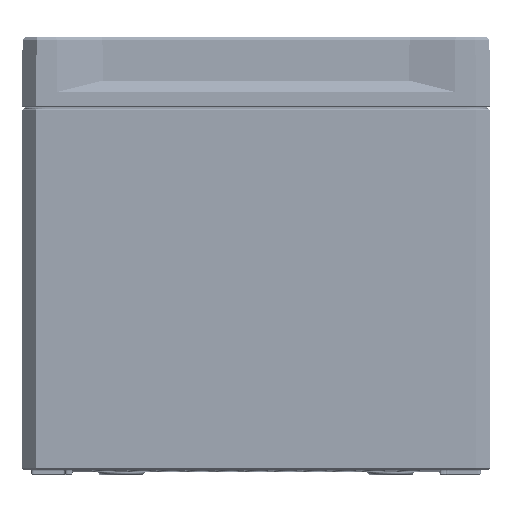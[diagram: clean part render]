
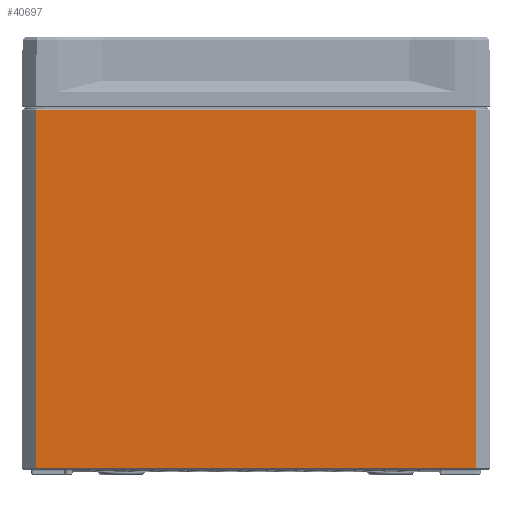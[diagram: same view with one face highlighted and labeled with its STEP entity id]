
A CAD part, left-side view. The second image highlights one B-rep face of the part: STEP entity #40697.
In plain terms, the highlighted face is planar.
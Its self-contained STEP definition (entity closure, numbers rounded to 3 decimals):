
#2245=LINE('',#70523,#3787);
#2253=LINE('',#70540,#3795);
#2258=LINE('',#70549,#3800);
#2588=LINE('',#82337,#4130);
#3787=VECTOR('',#52955,10.);
#3795=VECTOR('',#52971,10.);
#3800=VECTOR('',#52982,10.);
#4130=VECTOR('',#58078,10.);
#4979=PLANE('',#46196);
#7998=FACE_OUTER_BOUND('',#10995,.T.);
#10995=EDGE_LOOP('',(#35543,#35544,#35545,#35546));
#17668=VERTEX_POINT('',#70494);
#17670=VERTEX_POINT('',#70503);
#17679=VERTEX_POINT('',#70539);
#17680=VERTEX_POINT('',#70548);
#22265=EDGE_CURVE('',#17668,#17670,#2245,.T.);
#22273=EDGE_CURVE('',#17670,#17679,#2253,.T.);
#22278=EDGE_CURVE('',#17679,#17680,#2258,.T.);
#24546=EDGE_CURVE('',#17680,#17668,#2588,.T.);
#35543=ORIENTED_EDGE('',*,*,#22265,.F.);
#35544=ORIENTED_EDGE('',*,*,#24546,.F.);
#35545=ORIENTED_EDGE('',*,*,#22278,.F.);
#35546=ORIENTED_EDGE('',*,*,#22273,.F.);
#40697=ADVANCED_FACE('',(#7998),#4979,.T.);
#46196=AXIS2_PLACEMENT_3D('',#82336,#58076,#58077);
#52955=DIRECTION('',(0.,0.,-1.));
#52971=DIRECTION('',(0.,-1.,0.));
#52982=DIRECTION('',(0.,0.,1.));
#58076=DIRECTION('center_axis',(1.,0.,0.));
#58077=DIRECTION('ref_axis',(0.,0.,-1.));
#58078=DIRECTION('',(0.,1.,0.));
#70494=CARTESIAN_POINT('',(150.,153.8,94.));
#70503=CARTESIAN_POINT('',(150.,153.8,-94.));
#70523=CARTESIAN_POINT('',(150.,153.8,50.));
#70539=CARTESIAN_POINT('',(150.,0.8,-94.));
#70540=CARTESIAN_POINT('',(150.,0.,-94.));
#70548=CARTESIAN_POINT('',(150.,0.8,94.));
#70549=CARTESIAN_POINT('',(150.,0.8,50.));
#82336=CARTESIAN_POINT('Origin',(150.,0.,100.));
#82337=CARTESIAN_POINT('',(150.,0.,94.));
